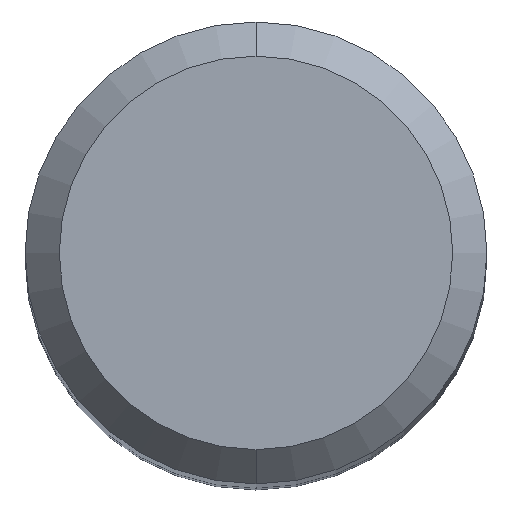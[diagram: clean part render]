
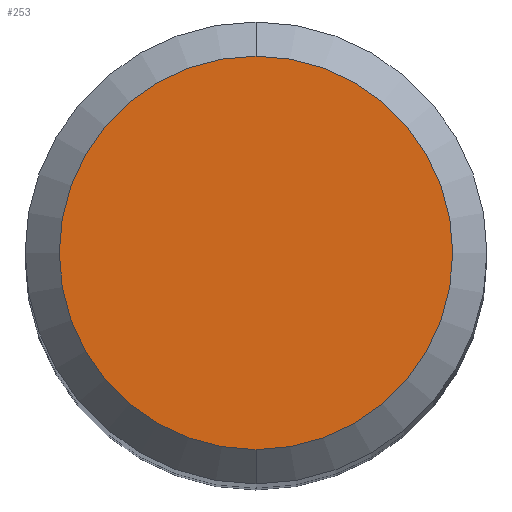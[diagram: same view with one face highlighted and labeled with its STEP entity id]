
A CAD part, top view. The second image highlights one B-rep face of the part: STEP entity #253.
In plain terms, the highlighted planar face has unit normal (0, 0, 1).
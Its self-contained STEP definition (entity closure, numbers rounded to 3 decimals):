
#5 = DIRECTION ( 'NONE',  ( 0., 1., 0. ) ) ;
#9 = CARTESIAN_POINT ( 'NONE',  ( 0., 0., 107. ) ) ;
#24 = AXIS2_PLACEMENT_3D ( 'NONE', #59, #259, #5 ) ;
#34 = EDGE_CURVE ( 'NONE', #74, #218, #152, .T. ) ;
#49 = EDGE_CURVE ( 'NONE', #218, #74, #70, .T. ) ;
#59 = CARTESIAN_POINT ( 'NONE',  ( 0., 0., 107. ) ) ;
#70 = CIRCLE ( 'NONE', #24, 5.75 ) ;
#74 = VERTEX_POINT ( 'NONE', #260 ) ;
#87 = AXIS2_PLACEMENT_3D ( 'NONE', #137, #299, #158 ) ;
#89 = FACE_OUTER_BOUND ( 'NONE', #159, .T. ) ;
#137 = CARTESIAN_POINT ( 'NONE',  ( 0., 0., 107. ) ) ;
#152 = CIRCLE ( 'NONE', #87, 5.75 ) ;
#158 = DIRECTION ( 'NONE',  ( 0., 1., 0. ) ) ;
#159 = EDGE_LOOP ( 'NONE', ( #282, #215 ) ) ;
#176 = CARTESIAN_POINT ( 'NONE',  ( 0., -5.75, 107. ) ) ;
#178 = DIRECTION ( 'NONE',  ( 0., 1., 0. ) ) ;
#215 = ORIENTED_EDGE ( 'NONE', *, *, #49, .F. ) ;
#218 = VERTEX_POINT ( 'NONE', #176 ) ;
#253 = ADVANCED_FACE ( 'NONE', ( #89 ), #314, .F. ) ;
#259 = DIRECTION ( 'NONE',  ( 0., 0., -1. ) ) ;
#260 = CARTESIAN_POINT ( 'NONE',  ( 0., 5.75, 107. ) ) ;
#272 = AXIS2_PLACEMENT_3D ( 'NONE', #9, #298, #178 ) ;
#282 = ORIENTED_EDGE ( 'NONE', *, *, #34, .F. ) ;
#298 = DIRECTION ( 'NONE',  ( 0., 0., -1. ) ) ;
#299 = DIRECTION ( 'NONE',  ( 0., 0., -1. ) ) ;
#314 = PLANE ( 'NONE',  #272 ) ;
